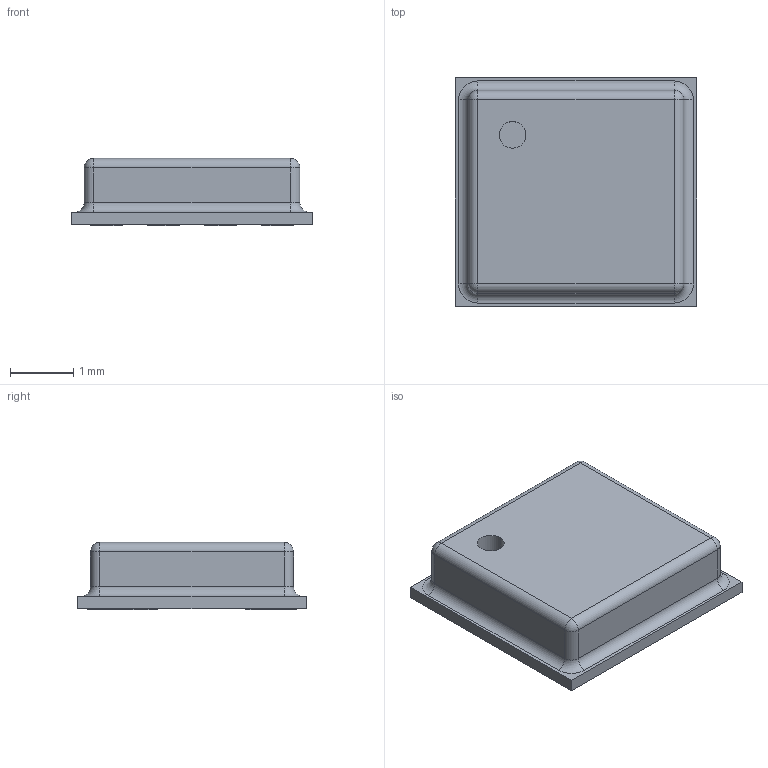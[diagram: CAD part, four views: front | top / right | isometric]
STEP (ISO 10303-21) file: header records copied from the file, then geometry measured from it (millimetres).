
FILE_DESCRIPTION(('CATIA V5 STEP Exchange','CAx-IF Rec.Pracs.--- Model Styling and Organization---1.4--- 2014-01-23','CAx-IF Rec.Pracs.---3D Tessellated Data Validation Properties---0.5---2014-09-14'),'2;1');
FILE_NAME('WF183DE.stp','2025-07-10T14:37:03+00:00',('none'),('none'),'CATIA Version 5-6 Release 2018 SP6 HF31','CATIA V5 STEP AP242','none');
FILE_SCHEMA(('AP242_MANAGED_MODEL_BASED_3D_ENGINEERING_MIM_LF {1 0 10303 442 1 1 4}'));
Length unit declared in the file: millimetre
Products named in the file (1): WF183DE
Bounding box: 3.8 x 3.6 x 1.06 mm (x, y, z)
Volume: 11.9 mm3; surface area: 40.5 mm2
Topology: 1 solids, 1 shells, 74 faces, 170 edges, 104 vertices
Faces by surface type: plane 52, cylinder 14, torus 4, sphere 4
Entity records: 1958 total; most frequent: ORIENTED_EDGE 332, CARTESIAN_POINT 319, DIRECTION 262, EDGE_CURVE 166, VECTOR 134, LINE 134, VERTEX_POINT 104, EDGE_LOOP 84
